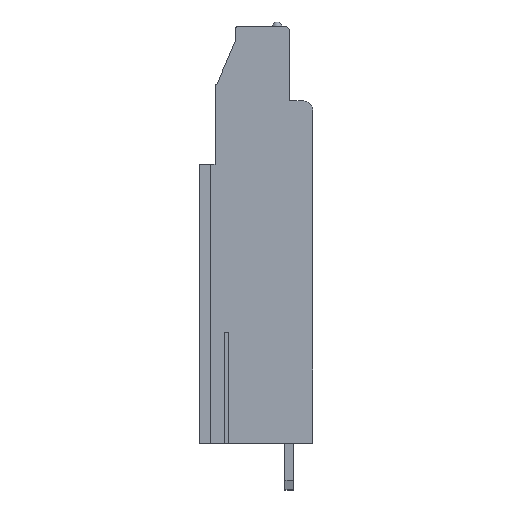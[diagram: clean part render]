
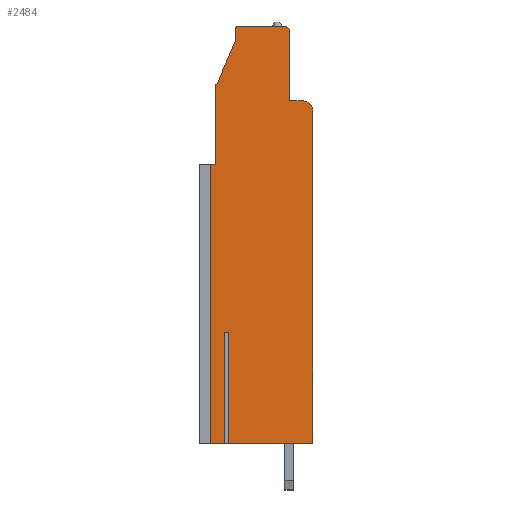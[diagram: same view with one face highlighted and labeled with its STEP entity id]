
A CAD part, top view. The second image highlights one B-rep face of the part: STEP entity #2484.
In plain terms, the highlighted planar face has unit normal (0, 0, 1).
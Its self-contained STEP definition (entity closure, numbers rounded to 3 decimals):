
#13=DIRECTION('',(0.,1.,0.));
#14=VECTOR('',#13,30.);
#15=CARTESIAN_POINT('',(-5.16,-17.199,17.78));
#16=LINE('',#15,#14);
#17=DIRECTION('',(-1.,0.,0.));
#18=VECTOR('',#17,0.5);
#19=CARTESIAN_POINT('',(-4.66,12.801,17.78));
#20=LINE('',#19,#18);
#21=DIRECTION('',(0.,-1.,0.));
#22=VECTOR('',#21,8.4);
#23=CARTESIAN_POINT('',(-4.66,21.201,17.78));
#24=LINE('',#23,#22);
#25=CARTESIAN_POINT('',(-4.46,21.201,17.78));
#26=DIRECTION('',(0.,0.,1.));
#27=DIRECTION('',(0.,1.,0.));
#28=AXIS2_PLACEMENT_3D('',#25,#26,#27);
#30=DIRECTION('',(-0.392,-0.92,0.));
#31=VECTOR('',#30,5.108);
#32=CARTESIAN_POINT('',(-2.46,26.101,17.78));
#33=LINE('',#32,#31);
#34=DIRECTION('',(0.,-1.,0.));
#35=VECTOR('',#34,1.2);
#36=CARTESIAN_POINT('',(-2.46,27.301,17.78));
#37=LINE('',#36,#35);
#38=CARTESIAN_POINT('',(-2.16,27.301,17.78));
#39=DIRECTION('',(0.,0.,1.));
#40=DIRECTION('',(0.,1.,0.));
#41=AXIS2_PLACEMENT_3D('',#38,#39,#40);
#43=DIRECTION('',(-1.,0.,0.));
#44=VECTOR('',#43,5.);
#45=CARTESIAN_POINT('',(2.84,27.601,17.78));
#46=LINE('',#45,#44);
#47=CARTESIAN_POINT('',(2.84,27.101,17.78));
#48=DIRECTION('',(0.,0.,1.));
#49=DIRECTION('',(1.,0.,0.));
#50=AXIS2_PLACEMENT_3D('',#47,#48,#49);
#52=DIRECTION('',(0.,1.,0.));
#53=VECTOR('',#52,7.5);
#54=CARTESIAN_POINT('',(3.34,19.601,17.78));
#55=LINE('',#54,#53);
#56=DIRECTION('',(-1.,0.,0.));
#57=VECTOR('',#56,1.5);
#58=CARTESIAN_POINT('',(4.84,19.601,17.78));
#59=LINE('',#58,#57);
#60=CARTESIAN_POINT('',(4.84,18.601,17.78));
#61=DIRECTION('',(0.,0.,1.));
#62=DIRECTION('',(1.,0.,0.));
#63=AXIS2_PLACEMENT_3D('',#60,#61,#62);
#65=DIRECTION('',(0.,1.,0.));
#66=VECTOR('',#65,35.8);
#67=CARTESIAN_POINT('',(5.84,-17.199,17.78));
#68=LINE('',#67,#66);
#69=DIRECTION('',(1.,0.,0.));
#70=VECTOR('',#69,9.11);
#71=CARTESIAN_POINT('',(-3.27,-17.199,17.78));
#72=LINE('',#71,#70);
#73=DIRECTION('',(0.,1.,0.));
#74=VECTOR('',#73,11.95);
#75=CARTESIAN_POINT('',(-3.27,-17.199,17.78));
#76=LINE('',#75,#74);
#77=DIRECTION('',(-1.,0.,0.));
#78=VECTOR('',#77,0.38);
#79=CARTESIAN_POINT('',(-3.27,-5.249,17.78));
#80=LINE('',#79,#78);
#81=DIRECTION('',(0.,1.,0.));
#82=VECTOR('',#81,11.95);
#83=CARTESIAN_POINT('',(-3.65,-17.199,17.78));
#84=LINE('',#83,#82);
#85=DIRECTION('',(1.,0.,0.));
#86=VECTOR('',#85,1.51);
#87=CARTESIAN_POINT('',(-5.16,-17.199,17.78));
#88=LINE('',#87,#86);
#1881=CARTESIAN_POINT('',(5.84,-17.199,17.78));
#1882=CARTESIAN_POINT('',(5.84,18.601,17.78));
#1883=VERTEX_POINT('',#1881);
#1884=VERTEX_POINT('',#1882);
#1885=CARTESIAN_POINT('',(4.84,19.601,17.78));
#1886=VERTEX_POINT('',#1885);
#1887=CARTESIAN_POINT('',(3.34,19.601,17.78));
#1888=VERTEX_POINT('',#1887);
#1889=CARTESIAN_POINT('',(3.34,27.101,17.78));
#1890=VERTEX_POINT('',#1889);
#1891=CARTESIAN_POINT('',(2.84,27.601,17.78));
#1892=VERTEX_POINT('',#1891);
#1893=CARTESIAN_POINT('',(-2.16,27.601,17.78));
#1894=VERTEX_POINT('',#1893);
#1895=CARTESIAN_POINT('',(-2.46,27.301,17.78));
#1896=VERTEX_POINT('',#1895);
#1897=CARTESIAN_POINT('',(-2.46,26.101,17.78));
#1898=VERTEX_POINT('',#1897);
#1899=CARTESIAN_POINT('',(-4.46,21.401,17.78));
#1900=VERTEX_POINT('',#1899);
#1901=CARTESIAN_POINT('',(-4.66,21.201,17.78));
#1902=VERTEX_POINT('',#1901);
#1903=CARTESIAN_POINT('',(-4.66,12.801,17.78));
#1904=VERTEX_POINT('',#1903);
#2017=CARTESIAN_POINT('',(-3.27,-5.249,17.78));
#2018=CARTESIAN_POINT('',(-3.65,-5.249,17.78));
#2019=VERTEX_POINT('',#2017);
#2020=VERTEX_POINT('',#2018);
#2021=CARTESIAN_POINT('',(-3.27,-17.199,17.78));
#2022=VERTEX_POINT('',#2021);
#2023=CARTESIAN_POINT('',(-3.65,-17.199,17.78));
#2024=VERTEX_POINT('',#2023);
#2033=CARTESIAN_POINT('',(-5.16,-17.199,17.78));
#2034=CARTESIAN_POINT('',(-5.16,12.801,17.78));
#2035=VERTEX_POINT('',#2033);
#2036=VERTEX_POINT('',#2034);
#2441=CARTESIAN_POINT('',(0.,0.,17.78));
#2442=DIRECTION('',(0.,0.,1.));
#2443=DIRECTION('',(1.,0.,0.));
#2444=AXIS2_PLACEMENT_3D('',#2441,#2442,#2443);
#2445=PLANE('',#2444);
#2447=ORIENTED_EDGE('',*,*,#2446,.T.);
#2449=ORIENTED_EDGE('',*,*,#2448,.F.);
#2451=ORIENTED_EDGE('',*,*,#2450,.F.);
#2453=ORIENTED_EDGE('',*,*,#2452,.F.);
#2455=ORIENTED_EDGE('',*,*,#2454,.F.);
#2457=ORIENTED_EDGE('',*,*,#2456,.F.);
#2459=ORIENTED_EDGE('',*,*,#2458,.F.);
#2461=ORIENTED_EDGE('',*,*,#2460,.F.);
#2463=ORIENTED_EDGE('',*,*,#2462,.F.);
#2465=ORIENTED_EDGE('',*,*,#2464,.F.);
#2467=ORIENTED_EDGE('',*,*,#2466,.F.);
#2469=ORIENTED_EDGE('',*,*,#2468,.F.);
#2471=ORIENTED_EDGE('',*,*,#2470,.F.);
#2473=ORIENTED_EDGE('',*,*,#2472,.F.);
#2475=ORIENTED_EDGE('',*,*,#2474,.T.);
#2477=ORIENTED_EDGE('',*,*,#2476,.T.);
#2479=ORIENTED_EDGE('',*,*,#2478,.F.);
#2481=ORIENTED_EDGE('',*,*,#2480,.F.);
#2482=EDGE_LOOP('',(#2447,#2449,#2451,#2453,#2455,#2457,#2459,#2461,#2463,#2465,
#2467,#2469,#2471,#2473,#2475,#2477,#2479,#2481));
#2483=FACE_OUTER_BOUND('',#2482,.F.);
#29=CIRCLE('',#28,0.2);
#42=CIRCLE('',#41,0.3);
#51=CIRCLE('',#50,0.5);
#64=CIRCLE('',#63,1.);
#2446=EDGE_CURVE('',#2035,#2036,#16,.T.);
#2448=EDGE_CURVE('',#1904,#2036,#20,.T.);
#2450=EDGE_CURVE('',#1902,#1904,#24,.T.);
#2452=EDGE_CURVE('',#1900,#1902,#29,.T.);
#2454=EDGE_CURVE('',#1898,#1900,#33,.T.);
#2456=EDGE_CURVE('',#1896,#1898,#37,.T.);
#2458=EDGE_CURVE('',#1894,#1896,#42,.T.);
#2460=EDGE_CURVE('',#1892,#1894,#46,.T.);
#2462=EDGE_CURVE('',#1890,#1892,#51,.T.);
#2464=EDGE_CURVE('',#1888,#1890,#55,.T.);
#2466=EDGE_CURVE('',#1886,#1888,#59,.T.);
#2468=EDGE_CURVE('',#1884,#1886,#64,.T.);
#2470=EDGE_CURVE('',#1883,#1884,#68,.T.);
#2472=EDGE_CURVE('',#2022,#1883,#72,.T.);
#2474=EDGE_CURVE('',#2022,#2019,#76,.T.);
#2476=EDGE_CURVE('',#2019,#2020,#80,.T.);
#2478=EDGE_CURVE('',#2024,#2020,#84,.T.);
#2480=EDGE_CURVE('',#2035,#2024,#88,.T.);
#2484=ADVANCED_FACE('',(#2483),#2445,.T.);
